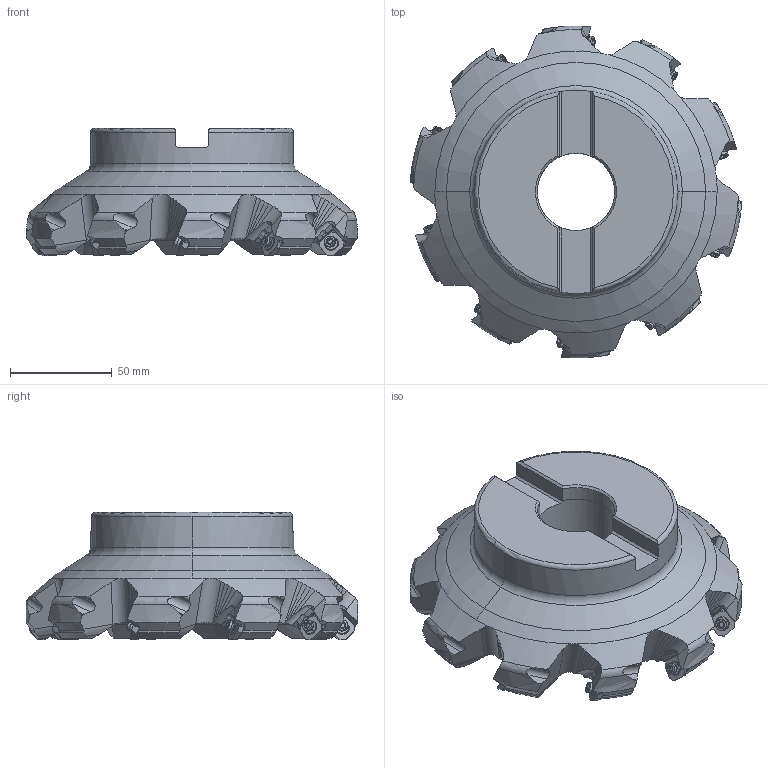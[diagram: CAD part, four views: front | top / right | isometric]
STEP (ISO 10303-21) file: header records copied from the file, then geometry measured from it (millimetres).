
FILE_DESCRIPTION(/* description */ (''),/* implementation_level */ '2;1');
FILE_NAME(/* name */ 'ASX445R0610E.stp',/* time_stamp */ '2021-09-08T11:41:02+09:00',/* author */ (''),/* organization */ (''),/* preprocessor_version */ 'ST-DEVELOPER v16',/* originating_system */ 'SIEMENS PLM Software NX 10.0',/* authorisation */ '');
FILE_SCHEMA (('AUTOMOTIVE_DESIGN { 1 0 10303 214 3 1 1 1 }'));
Products named in the file (1): ASX445R0610E_ASM
Bounding box: 163.05 x 163.38 x 62.74 mm (x, y, z)
Volume: 587390.9 mm3; surface area: 71902 mm2
Topology: 31 solids, 31 shells, 1546 faces, 4280 edges, 2873 vertices
Faces by surface type: cylinder 638, plane 600, cone 188, torus 68, sphere 30, bspline 22
Entity records: 55514 total; most frequent: CARTESIAN_POINT 15079, ORIENTED_EDGE 8440, DIRECTION 8286, EDGE_CURVE 4220, AXIS2_PLACEMENT_3D 3296, VERTEX_POINT 2766, LINE 1694, VECTOR 1694
